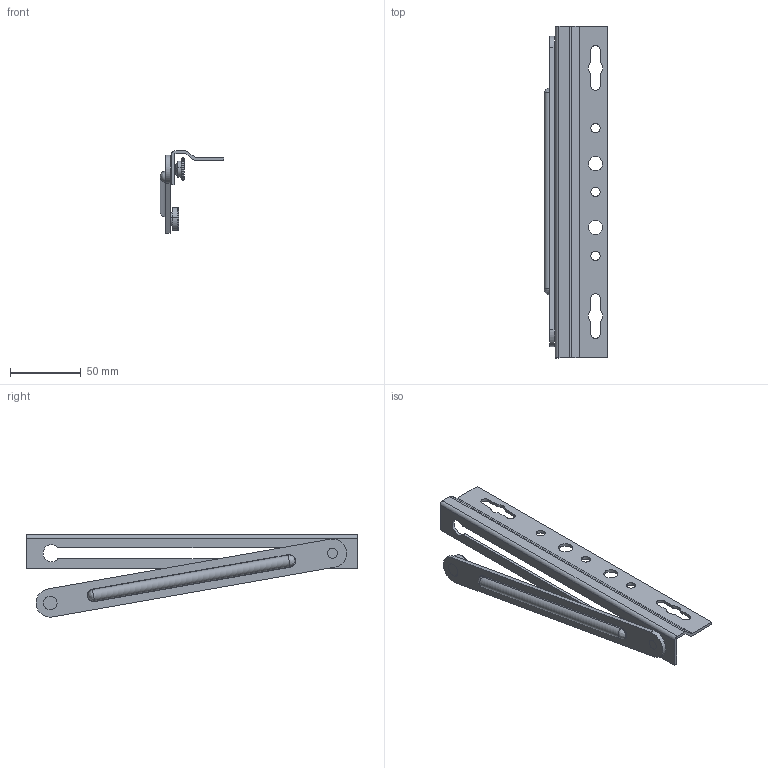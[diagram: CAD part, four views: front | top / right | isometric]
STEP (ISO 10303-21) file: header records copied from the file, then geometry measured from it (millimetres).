
FILE_DESCRIPTION(/* description */ (''),/* implementation_level */ '2;1');
FILE_NAME(/* name */ 'PS025',/* time_stamp */ '2025-03-05T10:51:47+08:00',/* author */ (''),/* organization */ (''),/* preprocessor_version */ 'ST-DEVELOPER v19.2',/* originating_system */ 'Rhino 8.5',/* authorisation */ '');
FILE_SCHEMA (('CONFIG_CONTROL_DESIGN'));
Length unit declared in the file: millimetre
Products named in the file (1): Document
Bounding box: 44.99 x 234 x 58.08 mm (x, y, z)
Volume: 38969.2 mm3; surface area: 39454.5 mm2
Topology: 5 solids, 9 shells, 117 faces, 286 edges, 186 vertices
Faces by surface type: cylinder 56, plane 37, bspline 24
Entity records: 4142 total; most frequent: CARTESIAN_POINT 1544, ORIENTED_EDGE 568, DIRECTION 371, EDGE_CURVE 286, AXIS2_PLACEMENT_3D 232, VERTEX_POINT 186, EDGE_LOOP 136, CIRCLE 136
